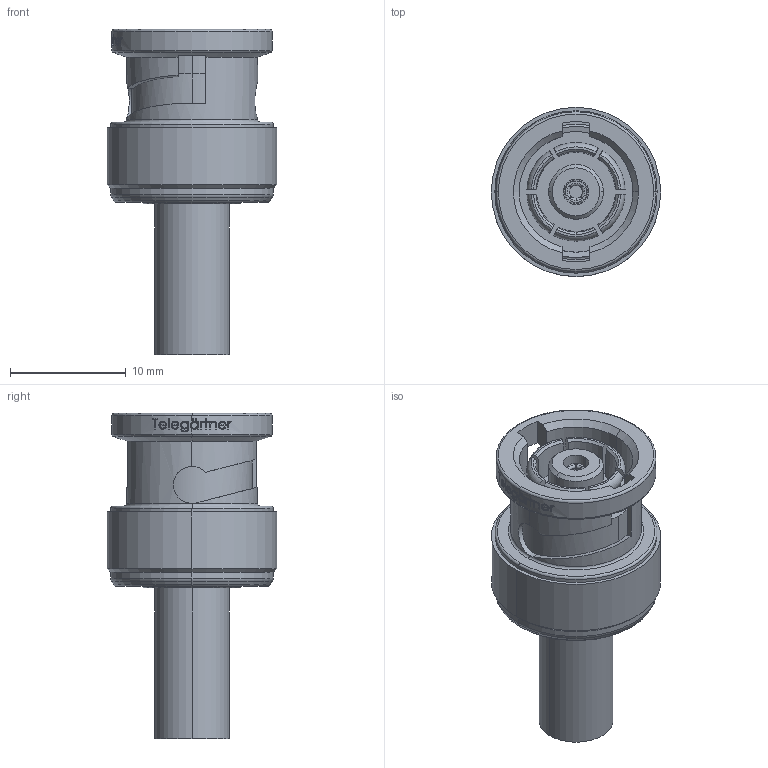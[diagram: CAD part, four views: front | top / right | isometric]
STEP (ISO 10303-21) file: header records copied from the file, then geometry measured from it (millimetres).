
FILE_DESCRIPTION (( 'STEP AP214' ), '1' );
FILE_NAME ('J01000R0000.STEP', '2019-07-03T06:35:50', ( '' ), ( '' ), 'SwSTEP 2.0', 'SolidWorks 2018', '' );
FILE_SCHEMA (( 'AUTOMOTIVE_DESIGN' ));
Length unit declared in the file: millimetre
Products named in the file (1): J01000R0000
Bounding box: 14.6 x 14.6 x 28.05 mm (x, y, z)
Volume: 2015.7 mm3; surface area: 1814.8 mm2
Topology: 1 solids, 1 shells, 321 faces, 822 edges, 536 vertices
Faces by surface type: plane 113, cylinder 80, bspline 78, cone 26, torus 24
Entity records: 16151 total; most frequent: CARTESIAN_POINT 5452, ORIENTED_EDGE 1644, DIRECTION 1266, EDGE_CURVE 822, VERTEX_POINT 536, AXIS2_PLACEMENT_3D 451, LINE 364, VECTOR 364
